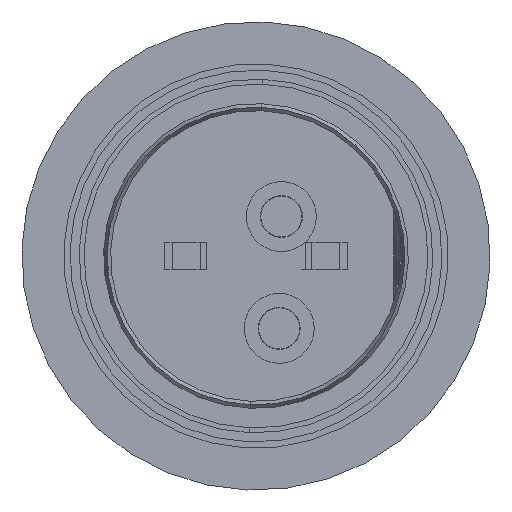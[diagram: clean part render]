
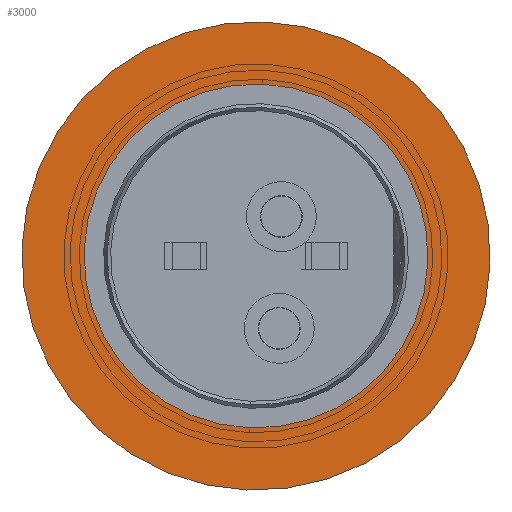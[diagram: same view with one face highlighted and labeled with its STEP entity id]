
A CAD part, front view. The second image highlights one B-rep face of the part: STEP entity #3000.
In plain terms, the highlighted face is planar.
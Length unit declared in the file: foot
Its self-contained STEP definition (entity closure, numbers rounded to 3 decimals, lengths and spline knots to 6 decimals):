
#422 = EDGE_CURVE ( 'NONE', #5003, #6140, #1703, .T. ) ;
#492 = CARTESIAN_POINT ( 'NONE',  ( -0.051667, 0., 0.013958 ) ) ;
#516 = ORIENTED_EDGE ( 'NONE', *, *, #422, .F. ) ;
#979 = CIRCLE ( 'NONE', #5206, 0.01025 ) ;
#1273 = ORIENTED_EDGE ( 'NONE', *, *, #1310, .F. ) ;
#1310 = EDGE_CURVE ( 'NONE', #6140, #5003, #3171, .T. ) ;
#1582 = DIRECTION ( 'NONE',  ( 0., 0., -1. ) ) ;
#1703 = CIRCLE ( 'NONE', #3769, 0.013958 ) ;
#1747 = DIRECTION ( 'NONE',  ( -1., 0., 0. ) ) ;
#1876 = ORIENTED_EDGE ( 'NONE', *, *, #5245, .T. ) ;
#2020 = ORIENTED_EDGE ( 'NONE', *, *, #8975, .T. ) ;
#2237 = VERTEX_POINT ( 'NONE', #6059 ) ;
#3000 = ADVANCED_FACE ( 'NONE', ( #5263, #3906 ), #6296, .T. ) ;
#3027 = DIRECTION ( 'NONE',  ( -1., 0., 0. ) ) ;
#3171 = CIRCLE ( 'NONE', #8314, 0.013958 ) ;
#3454 = DIRECTION ( 'NONE',  ( -1., 0., 0. ) ) ;
#3769 = AXIS2_PLACEMENT_3D ( 'NONE', #6669, #10118, #5382 ) ;
#3906 = FACE_OUTER_BOUND ( 'NONE', #6396, .T. ) ;
#4535 = CARTESIAN_POINT ( 'NONE',  ( -0.051667, 0., -0.01025 ) ) ;
#5003 = VERTEX_POINT ( 'NONE', #7926 ) ;
#5117 = CIRCLE ( 'NONE', #8046, 0.01025 ) ;
#5206 = AXIS2_PLACEMENT_3D ( 'NONE', #8239, #3454, #8999 ) ;
#5223 = EDGE_LOOP ( 'NONE', ( #1876, #2020 ) ) ;
#5245 = EDGE_CURVE ( 'NONE', #2237, #7912, #979, .T. ) ;
#5263 = FACE_BOUND ( 'NONE', #5223, .T. ) ;
#5382 = DIRECTION ( 'NONE',  ( 0., 0., 1. ) ) ;
#5524 = CARTESIAN_POINT ( 'NONE',  ( -0.051667, 0., 0. ) ) ;
#6059 = CARTESIAN_POINT ( 'NONE',  ( -0.051667, 0., 0.01025 ) ) ;
#6140 = VERTEX_POINT ( 'NONE', #492 ) ;
#6296 = PLANE ( 'NONE',  #9910 ) ;
#6327 = DIRECTION ( 'NONE',  ( 1., 0., 0. ) ) ;
#6396 = EDGE_LOOP ( 'NONE', ( #1273, #516 ) ) ;
#6491 = CARTESIAN_POINT ( 'NONE',  ( -0.051667, 0., 0. ) ) ;
#6669 = CARTESIAN_POINT ( 'NONE',  ( -0.051667, 0., 0. ) ) ;
#7289 = DIRECTION ( 'NONE',  ( 0., 0., 1. ) ) ;
#7807 = CARTESIAN_POINT ( 'NONE',  ( -0.051667, 0., 0. ) ) ;
#7912 = VERTEX_POINT ( 'NONE', #4535 ) ;
#7926 = CARTESIAN_POINT ( 'NONE',  ( -0.051667, 0., -0.013958 ) ) ;
#8046 = AXIS2_PLACEMENT_3D ( 'NONE', #7807, #3027, #8591 ) ;
#8239 = CARTESIAN_POINT ( 'NONE',  ( -0.051667, 0., 0. ) ) ;
#8314 = AXIS2_PLACEMENT_3D ( 'NONE', #6491, #1747, #7289 ) ;
#8591 = DIRECTION ( 'NONE',  ( 0., 0., 1. ) ) ;
#8975 = EDGE_CURVE ( 'NONE', #7912, #2237, #5117, .T. ) ;
#8999 = DIRECTION ( 'NONE',  ( 0., 0., 1. ) ) ;
#9910 = AXIS2_PLACEMENT_3D ( 'NONE', #5524, #6327, #1582 ) ;
#10118 = DIRECTION ( 'NONE',  ( -1., 0., 0. ) ) ;
